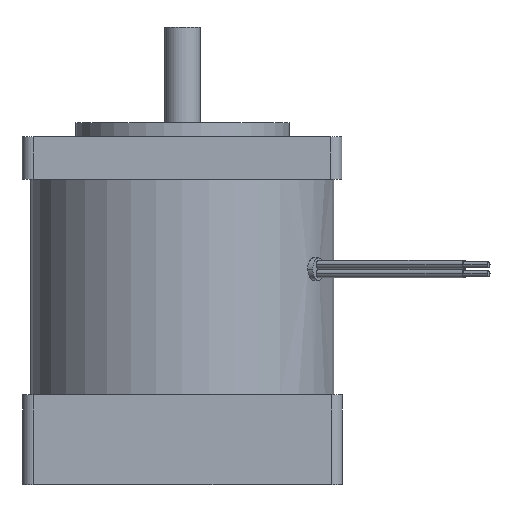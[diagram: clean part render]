
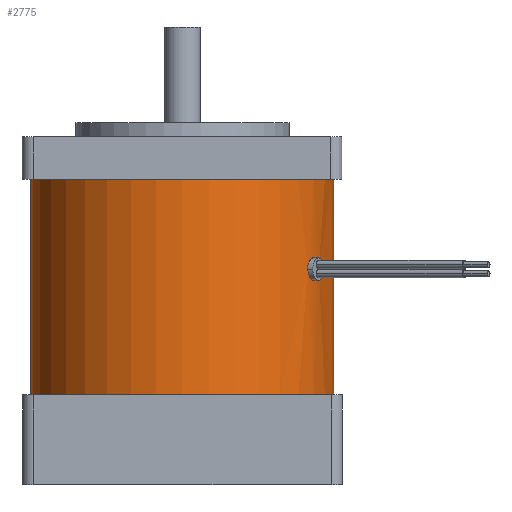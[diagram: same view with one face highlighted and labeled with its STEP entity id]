
A CAD part, front view. The second image highlights one B-rep face of the part: STEP entity #2775.
In plain terms, the highlighted cylindrical face has radius 27 mm (diameter 54 mm), a partial arc.
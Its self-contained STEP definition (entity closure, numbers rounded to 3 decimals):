
#11 = CARTESIAN_POINT ( 'NONE',  ( 22.318, -15.195, -1.979 ) ) ;
#42 = B_SPLINE_CURVE_WITH_KNOTS ( 'NONE', 3,
 ( #1155, #579, #2482, #3374, #876, #3011, #3718, #1857, #3097, #1459, #2156, #2114, #2395, #1542, #850, #297, #1811, #1523, #2768, #2723, #622, #938, #3983, #2461, #2785, #1216, #3309, #11 ),
 .UNSPECIFIED., .F., .F.,
 ( 4, 2, 2, 2, 2, 2, 2, 2, 2, 2, 2, 2, 2, 4 ),
 ( 0.006, 0.007, 0.008, 0.008, 0.009, 0.009, 0.009, 0.01, 0.01, 0.011, 0.011, 0.011, 0.012, 0.013 ),
 .UNSPECIFIED. ) ;
#71 = CARTESIAN_POINT ( 'NONE',  ( 0., 0., 14. ) ) ;
#193 = DIRECTION ( 'NONE',  ( 0., 0., 1. ) ) ;
#228 = AXIS2_PLACEMENT_3D ( 'NONE', #71, #2487, #3418 ) ;
#274 = CARTESIAN_POINT ( 'NONE',  ( 23.513, -13.272, -3.966 ) ) ;
#297 = CARTESIAN_POINT ( 'NONE',  ( 23.12, -13.945, -0.043 ) ) ;
#320 = ORIENTED_EDGE ( 'NONE', *, *, #3953, .F. ) ;
#347 = VERTEX_POINT ( 'NONE', #3416 ) ;
#356 = CARTESIAN_POINT ( 'NONE',  ( 22.593, -14.783, -3.302 ) ) ;
#361 = EDGE_CURVE ( 'NONE', #347, #465, #1235, .T. ) ;
#465 = VERTEX_POINT ( 'NONE', #3382 ) ;
#482 = DIRECTION ( 'NONE',  ( 1., 0., 0. ) ) ;
#502 = CARTESIAN_POINT ( 'NONE',  ( 24.137, -12.1, -3.199 ) ) ;
#552 = CARTESIAN_POINT ( 'NONE',  ( 27., 0., -24.4 ) ) ;
#579 = CARTESIAN_POINT ( 'NONE',  ( 24.318, -11.731, -1.718 ) ) ;
#622 = CARTESIAN_POINT ( 'NONE',  ( 22.694, -14.628, -0.472 ) ) ;
#658 = CARTESIAN_POINT ( 'NONE',  ( 22.326, -15.184, -2.241 ) ) ;
#683 = CYLINDRICAL_SURFACE ( 'NONE', #228, 27. ) ;
#694 = CARTESIAN_POINT ( 'NONE',  ( -27., 0., 14. ) ) ;
#729 = EDGE_CURVE ( 'NONE', #2653, #2028, #3381, .T. ) ;
#757 = CARTESIAN_POINT ( 'NONE',  ( 24.313, -11.743, -2.242 ) ) ;
#808 = DIRECTION ( 'NONE',  ( 0., 0., -1. ) ) ;
#850 = CARTESIAN_POINT ( 'NONE',  ( 23.251, -13.725, 0.008 ) ) ;
#876 = CARTESIAN_POINT ( 'NONE',  ( 24.142, -12.091, -0.751 ) ) ;
#890 = ORIENTED_EDGE ( 'NONE', *, *, #729, .T. ) ;
#905 = VERTEX_POINT ( 'NONE', #2916 ) ;
#906 = VERTEX_POINT ( 'NONE', #694 ) ;
#914 = CARTESIAN_POINT ( 'NONE',  ( 22.376, -15.11, -2.624 ) ) ;
#938 = CARTESIAN_POINT ( 'NONE',  ( 22.594, -14.783, -0.656 ) ) ;
#1037 = AXIS2_PLACEMENT_3D ( 'NONE', #1856, #2744, #2180 ) ;
#1155 = CARTESIAN_POINT ( 'NONE',  ( 24.318, -11.731, -1.979 ) ) ;
#1216 = CARTESIAN_POINT ( 'NONE',  ( 22.349, -15.151, -1.452 ) ) ;
#1235 = B_SPLINE_CURVE_WITH_KNOTS ( 'NONE', 3,
 ( #3741, #3434, #658, #2445, #914, #1835, #3397, #3137, #356, #2770, #3077, #2159, #2831, #2116, #274, #1502, #2747, #3986, #3552, #3883, #2282, #3578, #502, #2954, #1671, #2319, #3454, #757, #2848, #3259 ),
 .UNSPECIFIED., .F., .F.,
 ( 4, 2, 2, 2, 2, 2, 2, 2, 2, 2, 2, 2, 2, 2, 4 ),
 ( 0., 0., 0.001, 0.001, 0.002, 0.002, 0.003, 0.004, 0.004, 0.004, 0.005, 0.005, 0.005, 0.006, 0.006 ),
 .UNSPECIFIED. ) ;
#1239 = FACE_OUTER_BOUND ( 'NONE', #2730, .T. ) ;
#1459 = CARTESIAN_POINT ( 'NONE',  ( 23.699, -12.937, -0.082 ) ) ;
#1502 = CARTESIAN_POINT ( 'NONE',  ( 23.638, -13.048, -3.915 ) ) ;
#1523 = CARTESIAN_POINT ( 'NONE',  ( 22.927, -14.26, -0.181 ) ) ;
#1534 = LINE ( 'NONE', #1886, #3462 ) ;
#1542 = CARTESIAN_POINT ( 'NONE',  ( 23.317, -13.613, 0.021 ) ) ;
#1571 = VECTOR ( 'NONE', #808, 1000. ) ;
#1594 = EDGE_CURVE ( 'NONE', #465, #347, #42, .T. ) ;
#1671 = CARTESIAN_POINT ( 'NONE',  ( 24.23, -11.913, -2.866 ) ) ;
#1770 = EDGE_LOOP ( 'NONE', ( #1818, #2786 ) ) ;
#1811 = CARTESIAN_POINT ( 'NONE',  ( 23.055, -14.053, -0.081 ) ) ;
#1818 = ORIENTED_EDGE ( 'NONE', *, *, #361, .F. ) ;
#1835 = CARTESIAN_POINT ( 'NONE',  ( 22.432, -15.027, -2.866 ) ) ;
#1856 = CARTESIAN_POINT ( 'NONE',  ( 0., 0., -24.4 ) ) ;
#1857 = CARTESIAN_POINT ( 'NONE',  ( 23.868, -12.622, -0.244 ) ) ;
#1886 = CARTESIAN_POINT ( 'NONE',  ( -27., 0., 14. ) ) ;
#2009 = CARTESIAN_POINT ( 'NONE',  ( -27., 0., -24.4 ) ) ;
#2028 = VERTEX_POINT ( 'NONE', #552 ) ;
#2072 = EDGE_CURVE ( 'NONE', #906, #2653, #1534, .T. ) ;
#2114 = CARTESIAN_POINT ( 'NONE',  ( 23.514, -13.271, 0.008 ) ) ;
#2116 = CARTESIAN_POINT ( 'NONE',  ( 23.448, -13.388, -3.979 ) ) ;
#2156 = CARTESIAN_POINT ( 'NONE',  ( 23.638, -13.048, -0.043 ) ) ;
#2159 = CARTESIAN_POINT ( 'NONE',  ( 23.117, -13.953, -3.927 ) ) ;
#2180 = DIRECTION ( 'NONE',  ( -1., 0., 0. ) ) ;
#2282 = CARTESIAN_POINT ( 'NONE',  ( 24.015, -12.34, -3.487 ) ) ;
#2319 = CARTESIAN_POINT ( 'NONE',  ( 24.274, -11.823, -2.624 ) ) ;
#2395 = CARTESIAN_POINT ( 'NONE',  ( 23.449, -13.384, 0.021 ) ) ;
#2445 = CARTESIAN_POINT ( 'NONE',  ( 22.354, -15.142, -2.497 ) ) ;
#2461 = CARTESIAN_POINT ( 'NONE',  ( 22.467, -14.974, -0.975 ) ) ;
#2482 = CARTESIAN_POINT ( 'NONE',  ( 24.296, -11.778, -1.455 ) ) ;
#2487 = DIRECTION ( 'NONE',  ( 0., 0., -1. ) ) ;
#2653 = VERTEX_POINT ( 'NONE', #2009 ) ;
#2723 = CARTESIAN_POINT ( 'NONE',  ( 22.75, -14.541, -0.388 ) ) ;
#2730 = EDGE_LOOP ( 'NONE', ( #3743, #320, #3614, #890 ) ) ;
#2744 = DIRECTION ( 'NONE',  ( 0., 0., 1. ) ) ;
#2747 = CARTESIAN_POINT ( 'NONE',  ( 23.698, -12.939, -3.877 ) ) ;
#2768 = CARTESIAN_POINT ( 'NONE',  ( 22.867, -14.357, -0.243 ) ) ;
#2770 = CARTESIAN_POINT ( 'NONE',  ( 22.744, -14.551, -3.578 ) ) ;
#2775 = ADVANCED_FACE ( 'NONE', ( #1239, #2809 ), #683, .T. ) ;
#2785 = CARTESIAN_POINT ( 'NONE',  ( 22.432, -15.026, -1.092 ) ) ;
#2786 = ORIENTED_EDGE ( 'NONE', *, *, #1594, .F. ) ;
#2809 = FACE_BOUND ( 'NONE', #1770, .T. ) ;
#2831 = CARTESIAN_POINT ( 'NONE',  ( 23.252, -13.727, -3.979 ) ) ;
#2848 = CARTESIAN_POINT ( 'NONE',  ( 24.318, -11.731, -2.11 ) ) ;
#2916 = CARTESIAN_POINT ( 'NONE',  ( 27., 0., 14. ) ) ;
#2954 = CARTESIAN_POINT ( 'NONE',  ( 24.202, -11.97, -2.983 ) ) ;
#3011 = CARTESIAN_POINT ( 'NONE',  ( 24.016, -12.338, -0.474 ) ) ;
#3077 = CARTESIAN_POINT ( 'NONE',  ( 22.864, -14.363, -3.727 ) ) ;
#3097 = CARTESIAN_POINT ( 'NONE',  ( 23.814, -12.724, -0.183 ) ) ;
#3127 = DIRECTION ( 'NONE',  ( 0., 0., -1. ) ) ;
#3137 = CARTESIAN_POINT ( 'NONE',  ( 22.547, -14.854, -3.199 ) ) ;
#3143 = EDGE_CURVE ( 'NONE', #905, #2028, #3981, .T. ) ;
#3259 = CARTESIAN_POINT ( 'NONE',  ( 24.318, -11.731, -1.979 ) ) ;
#3278 = CARTESIAN_POINT ( 'NONE',  ( 0., 0., 14. ) ) ;
#3309 = CARTESIAN_POINT ( 'NONE',  ( 22.318, -15.195, -1.715 ) ) ;
#3374 = CARTESIAN_POINT ( 'NONE',  ( 24.208, -11.958, -0.974 ) ) ;
#3381 = CIRCLE ( 'NONE', #1037, 27. ) ;
#3382 = CARTESIAN_POINT ( 'NONE',  ( 24.318, -11.731, -1.979 ) ) ;
#3397 = CARTESIAN_POINT ( 'NONE',  ( 22.466, -14.975, -2.981 ) ) ;
#3416 = CARTESIAN_POINT ( 'NONE',  ( 22.318, -15.195, -1.979 ) ) ;
#3418 = DIRECTION ( 'NONE',  ( -1., 0., 0. ) ) ;
#3434 = CARTESIAN_POINT ( 'NONE',  ( 22.318, -15.195, -2.112 ) ) ;
#3454 = CARTESIAN_POINT ( 'NONE',  ( 24.29, -11.789, -2.499 ) ) ;
#3462 = VECTOR ( 'NONE', #3127, 1000. ) ;
#3491 = AXIS2_PLACEMENT_3D ( 'NONE', #3278, #193, #482 ) ;
#3552 = CARTESIAN_POINT ( 'NONE',  ( 23.868, -12.622, -3.715 ) ) ;
#3578 = CARTESIAN_POINT ( 'NONE',  ( 24.1, -12.174, -3.3 ) ) ;
#3614 = ORIENTED_EDGE ( 'NONE', *, *, #2072, .T. ) ;
#3619 = CIRCLE ( 'NONE', #3491, 27. ) ;
#3718 = CARTESIAN_POINT ( 'NONE',  ( 23.969, -12.43, -0.389 ) ) ;
#3741 = CARTESIAN_POINT ( 'NONE',  ( 22.318, -15.195, -1.979 ) ) ;
#3743 = ORIENTED_EDGE ( 'NONE', *, *, #3143, .F. ) ;
#3883 = CARTESIAN_POINT ( 'NONE',  ( 23.969, -12.43, -3.57 ) ) ;
#3916 = CARTESIAN_POINT ( 'NONE',  ( 27., 0., 14. ) ) ;
#3953 = EDGE_CURVE ( 'NONE', #906, #905, #3619, .T. ) ;
#3981 = LINE ( 'NONE', #3916, #1571 ) ;
#3983 = CARTESIAN_POINT ( 'NONE',  ( 22.548, -14.852, -0.757 ) ) ;
#3986 = CARTESIAN_POINT ( 'NONE',  ( 23.813, -12.726, -3.777 ) ) ;
